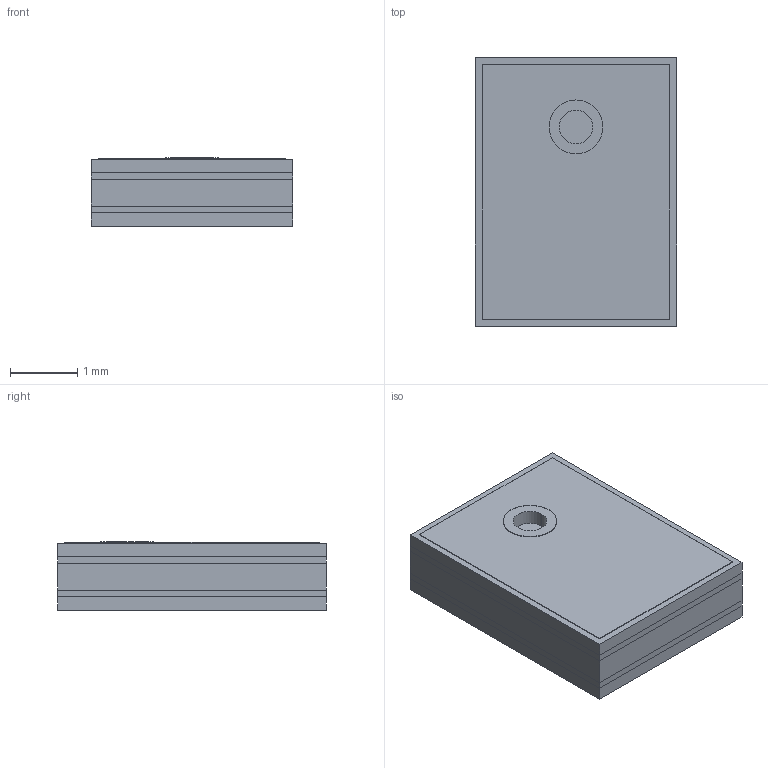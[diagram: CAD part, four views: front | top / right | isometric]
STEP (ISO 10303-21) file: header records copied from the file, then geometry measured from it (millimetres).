
FILE_DESCRIPTION(('STEP AP242'),'1');
FILE_NAME('Microphone SPK0641HT4H-1.stp','2023-04-09T20:29:30',(' '),(' '),'Spatial InterOp 3D',' ',' ');
FILE_SCHEMA(('AP242_MANAGED_MODEL_BASED_3D_ENGINEERING_MIM_LF {1 0 10303 442 1 1 4}'));
Length unit declared in the file: metre
Products named in the file (1): Volumenkörper
Bounding box: 3 x 4 x 1.02 mm (x, y, z)
Volume: 12 mm3; surface area: 134.3 mm2
Topology: 5 solids, 5 shells, 42 faces, 90 edges, 60 vertices
Faces by surface type: plane 36, cylinder 6
Entity records: 1543 total; most frequent: CARTESIAN_POINT 197, DIRECTION 196, ORIENTED_EDGE 180, EDGE_CURVE 90, LINE 78, VECTOR 78, VERTEX_POINT 60, AXIS2_PLACEMENT_3D 59
